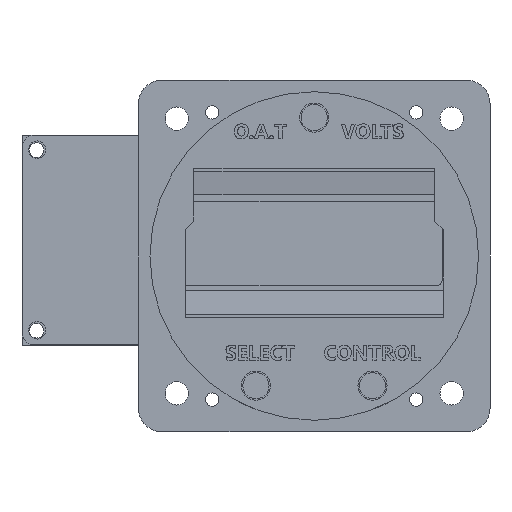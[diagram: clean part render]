
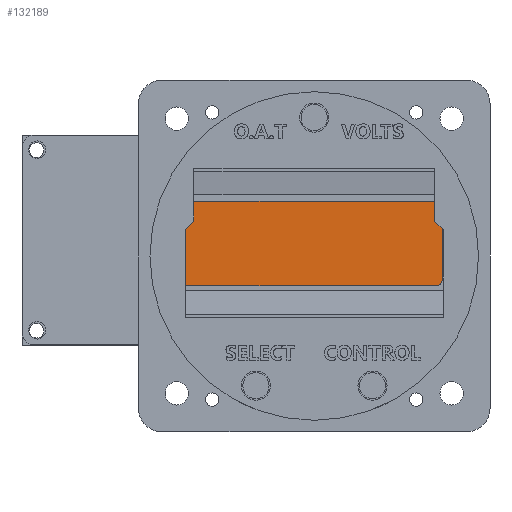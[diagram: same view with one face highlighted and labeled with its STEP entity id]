
A CAD part, front view. The second image highlights one B-rep face of the part: STEP entity #132189.
In plain terms, the highlighted face is planar.
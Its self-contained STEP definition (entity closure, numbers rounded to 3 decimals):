
#4556=PLANE('',#138876);
#10987=FACE_OUTER_BOUND('',#17595,.T.);
#17595=EDGE_LOOP('',(#98929,#98930,#98931,#98932));
#27473=LINE('',#186882,#45423);
#27478=LINE('',#186893,#45428);
#27481=LINE('',#186897,#45431);
#27483=LINE('',#186900,#45433);
#45423=VECTOR('',#148562,1000.);
#45428=VECTOR('',#148569,1000.);
#45431=VECTOR('',#148574,1000.);
#45433=VECTOR('',#148578,1000.);
#63683=VERTEX_POINT('',#186879);
#63684=VERTEX_POINT('',#186881);
#63688=VERTEX_POINT('',#186890);
#63689=VERTEX_POINT('',#186892);
#77203=EDGE_CURVE('',#63684,#63683,#27473,.T.);
#77208=EDGE_CURVE('',#63689,#63688,#27478,.T.);
#77211=EDGE_CURVE('',#63688,#63684,#27481,.T.);
#77213=EDGE_CURVE('',#63683,#63689,#27483,.T.);
#98929=ORIENTED_EDGE('',*,*,#77208,.T.);
#98930=ORIENTED_EDGE('',*,*,#77211,.T.);
#98931=ORIENTED_EDGE('',*,*,#77203,.T.);
#98932=ORIENTED_EDGE('',*,*,#77213,.T.);
#132189=ADVANCED_FACE('',(#10987),#4556,.T.);
#138876=AXIS2_PLACEMENT_3D('',#186901,#148579,#148580);
#148562=DIRECTION('',(0.,0.,1.));
#148569=DIRECTION('',(0.,0.,-1.));
#148574=DIRECTION('',(-1.,0.,0.));
#148578=DIRECTION('',(1.,0.,0.));
#148579=DIRECTION('center_axis',(0.,1.,0.));
#148580=DIRECTION('ref_axis',(0.,0.,1.));
#186879=CARTESIAN_POINT('',(-35.,1.,11.));
#186881=CARTESIAN_POINT('',(-35.,1.,-11.));
#186882=CARTESIAN_POINT('',(-35.,1.,-11.));
#186890=CARTESIAN_POINT('',(35.,1.,-11.));
#186892=CARTESIAN_POINT('',(35.,1.,11.));
#186893=CARTESIAN_POINT('',(35.,1.,-11.));
#186897=CARTESIAN_POINT('',(-35.,1.,-11.));
#186900=CARTESIAN_POINT('',(-35.,1.,11.));
#186901=CARTESIAN_POINT('Origin',(0.,1.,0.));
